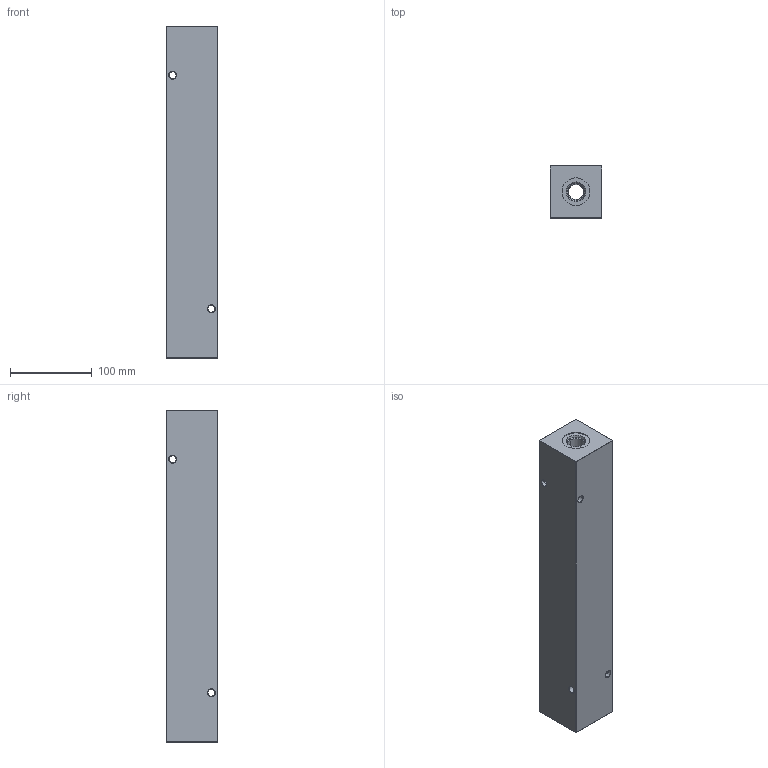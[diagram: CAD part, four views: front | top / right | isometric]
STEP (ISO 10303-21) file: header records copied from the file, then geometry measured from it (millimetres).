
FILE_DESCRIPTION (( 'STEP AP203' ), '1' );
FILE_NAME ('HM-7-0-S-10-8.STEP', '2020-10-01T21:25:13', ( '' ), ( '' ), 'SwSTEP 2.0', 'SolidWorks 2019', '' );
FILE_SCHEMA (( 'CONFIG_CONTROL_DESIGN' ));
Length unit declared in the file: inch
Products named in the file (1): HM-7-0-S-10-8
Bounding box: 63.5 x 63.5 x 406.4 mm (x, y, z)
Volume: 1463321 mm3; surface area: 146710.6 mm2
Topology: 1 solids, 1 shells, 565 faces, 1446 edges, 926 vertices
Faces by surface type: plane 233, bspline 194, cone 70, cylinder 68
Entity records: 27097 total; most frequent: CARTESIAN_POINT 14606, ORIENTED_EDGE 2892, DIRECTION 1926, EDGE_CURVE 1446, VERTEX_POINT 926, LINE 846, VECTOR 846, EDGE_LOOP 636
